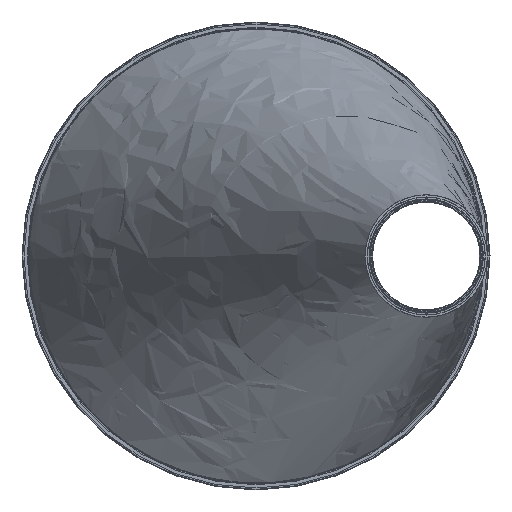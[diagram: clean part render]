
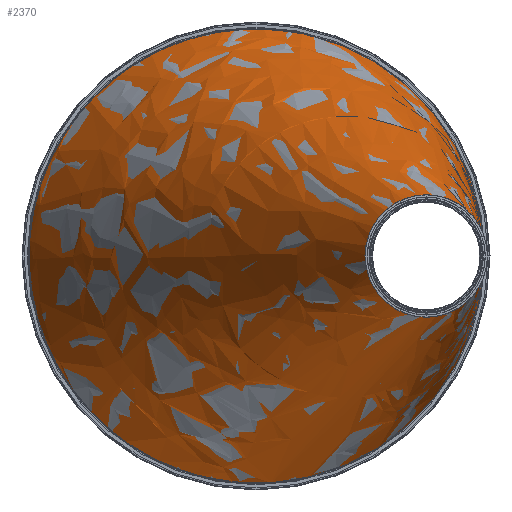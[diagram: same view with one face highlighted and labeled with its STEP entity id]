
A CAD part, left-side view. The second image highlights one B-rep face of the part: STEP entity #2370.
In plain terms, the highlighted free-form (B-spline) face has degree [1, 2] with [2, 9] control points.
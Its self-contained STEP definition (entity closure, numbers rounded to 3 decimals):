
#11=(
BOUNDED_SURFACE()
B_SPLINE_SURFACE(1,2,((#4218,#4219,#4220,#4221,#4222,#4223,#4224,#4225,
#4226),(#4227,#4228,#4229,#4230,#4231,#4232,#4233,#4234,#4235)),
 .UNSPECIFIED.,.F.,.T.,.F.)
B_SPLINE_SURFACE_WITH_KNOTS((2,2),(3,2,2,2,3),(-0.263,2.935),
(-3.142,-1.571,0.,1.571,3.142),
 .UNSPECIFIED.)
GEOMETRIC_REPRESENTATION_ITEM()
RATIONAL_B_SPLINE_SURFACE(((1.,0.707,1.,0.707,1.,
0.707,1.,0.707,1.),(1.,0.707,1.,0.707,
1.,0.707,1.,0.707,1.)))
REPRESENTATION_ITEM('')
SURFACE()
);
#22=B_SPLINE_CURVE_WITH_KNOTS('',1,(#4236,#4237),.UNSPECIFIED.,.F.,.F.,
(2,2),(-2.874,-0.018),.UNSPECIFIED.);
#282=FACE_OUTER_BOUND('',#476,.T.);
#476=EDGE_LOOP('',(#1738,#1739,#1740,#1741,#1742,#1743,#1744));
#652=CIRCLE('',#2613,62.625);
#653=CIRCLE('',#2614,62.625);
#654=CIRCLE('',#2615,62.625);
#656=CIRCLE('',#2620,249.4);
#657=CIRCLE('',#2621,249.4);
#1060=VERTEX_POINT('',#3888);
#1061=VERTEX_POINT('',#3889);
#1062=VERTEX_POINT('',#3891);
#1065=VERTEX_POINT('',#4005);
#1066=VERTEX_POINT('',#4006);
#1286=EDGE_CURVE('',#1060,#1061,#652,.T.);
#1287=EDGE_CURVE('',#1062,#1060,#653,.T.);
#1288=EDGE_CURVE('',#1061,#1062,#654,.T.);
#1293=EDGE_CURVE('',#1065,#1066,#656,.T.);
#1294=EDGE_CURVE('',#1066,#1065,#657,.T.);
#1303=EDGE_CURVE('',#1062,#1066,#22,.T.);
#1738=ORIENTED_EDGE('',*,*,#1286,.T.);
#1739=ORIENTED_EDGE('',*,*,#1288,.T.);
#1740=ORIENTED_EDGE('',*,*,#1303,.T.);
#1741=ORIENTED_EDGE('',*,*,#1294,.T.);
#1742=ORIENTED_EDGE('',*,*,#1293,.T.);
#1743=ORIENTED_EDGE('',*,*,#1303,.F.);
#1744=ORIENTED_EDGE('',*,*,#1287,.T.);
#2370=ADVANCED_FACE('',(#282),#11,.F.);
#2613=AXIS2_PLACEMENT_3D('',#3890,#3164,#3165);
#2614=AXIS2_PLACEMENT_3D('',#3892,#3166,#3167);
#2615=AXIS2_PLACEMENT_3D('',#3893,#3168,#3169);
#2620=AXIS2_PLACEMENT_3D('',#4007,#3179,#3180);
#2621=AXIS2_PLACEMENT_3D('',#4008,#3181,#3182);
#3164=DIRECTION('center_axis',(0.,0.,-1.));
#3165=DIRECTION('ref_axis',(1.,0.,0.));
#3166=DIRECTION('center_axis',(0.,0.,-1.));
#3167=DIRECTION('ref_axis',(1.,0.,0.));
#3168=DIRECTION('center_axis',(0.,0.,-1.));
#3169=DIRECTION('ref_axis',(1.,0.,0.));
#3179=DIRECTION('center_axis',(0.,0.,1.));
#3180=DIRECTION('ref_axis',(1.,0.,0.));
#3181=DIRECTION('center_axis',(0.,0.,1.));
#3182=DIRECTION('ref_axis',(1.,0.,0.));
#3888=CARTESIAN_POINT('',(62.625,0.,0.));
#3889=CARTESIAN_POINT('',(-62.625,0.,0.));
#3890=CARTESIAN_POINT('Origin',(0.,0.,0.));
#3891=CARTESIAN_POINT('',(-4.265,62.48,0.));
#3892=CARTESIAN_POINT('Origin',(0.,0.,0.));
#3893=CARTESIAN_POINT('Origin',(0.,0.,0.));
#4005=CARTESIAN_POINT('',(-62.625,0.,-667.));
#4006=CARTESIAN_POINT('',(169.792,248.821,-667.));
#4007=CARTESIAN_POINT('Origin',(186.775,0.,-667.));
#4008=CARTESIAN_POINT('Origin',(186.775,0.,-667.));
#4218=CARTESIAN_POINT('Ctrl Pts',(186.883,267.119,-732.495));
#4219=CARTESIAN_POINT('Ctrl Pts',(-62.625,267.119,-797.605));
#4220=CARTESIAN_POINT('Ctrl Pts',(-62.625,0.,
-797.605));
#4221=CARTESIAN_POINT('Ctrl Pts',(-62.625,-267.119,-797.605));
#4222=CARTESIAN_POINT('Ctrl Pts',(186.883,-267.119,-732.495));
#4223=CARTESIAN_POINT('Ctrl Pts',(436.391,-267.119,-667.385));
#4224=CARTESIAN_POINT('Ctrl Pts',(436.391,0.,
-667.385));
#4225=CARTESIAN_POINT('Ctrl Pts',(436.391,267.119,-667.385));
#4226=CARTESIAN_POINT('Ctrl Pts',(186.883,267.119,-732.495));
#4227=CARTESIAN_POINT('Ctrl Pts',(-7.985,58.496,14.258));
#4228=CARTESIAN_POINT('Ctrl Pts',(-62.625,58.496,0.));
#4229=CARTESIAN_POINT('Ctrl Pts',(-62.625,0.,
0.));
#4230=CARTESIAN_POINT('Ctrl Pts',(-62.625,-58.496,0.));
#4231=CARTESIAN_POINT('Ctrl Pts',(-7.985,-58.496,14.258));
#4232=CARTESIAN_POINT('Ctrl Pts',(46.654,-58.496,28.517));
#4233=CARTESIAN_POINT('Ctrl Pts',(46.654,0.,
28.517));
#4234=CARTESIAN_POINT('Ctrl Pts',(46.654,58.496,28.517));
#4235=CARTESIAN_POINT('Ctrl Pts',(-7.985,58.496,14.258));
#4236=CARTESIAN_POINT('Ctrl Pts',(-4.265,62.48,0.));
#4237=CARTESIAN_POINT('Ctrl Pts',(169.792,248.821,-667.));
